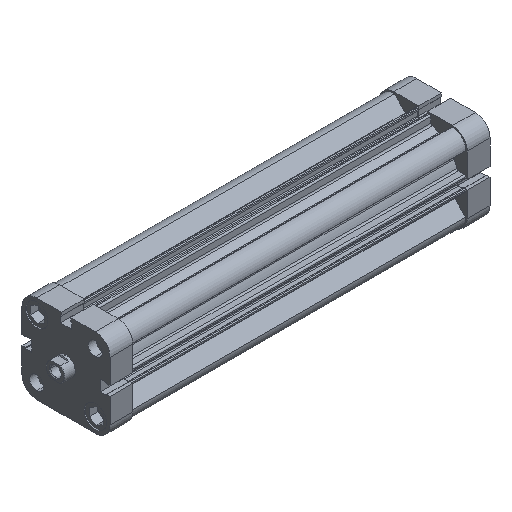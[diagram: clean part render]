
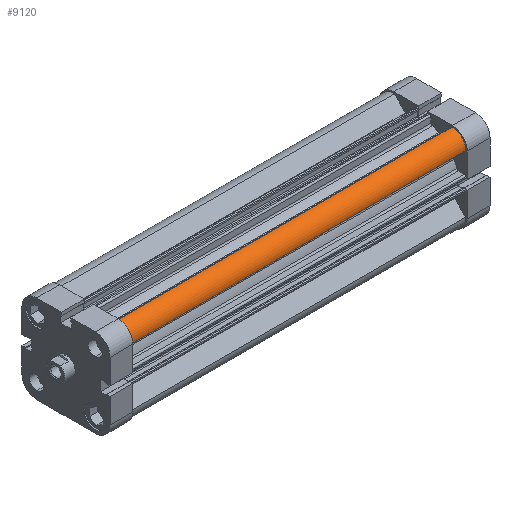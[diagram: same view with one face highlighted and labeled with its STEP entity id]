
A CAD part, isometric view. The second image highlights one B-rep face of the part: STEP entity #9120.
In plain terms, the highlighted cylindrical face has radius 8.5 mm (diameter 17 mm), a partial arc.
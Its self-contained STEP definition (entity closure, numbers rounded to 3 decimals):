
#738 = EDGE_LOOP ( 'NONE', ( #8370, #8371, #8372, #8373 ) ) ;
#890 = VERTEX_POINT ( 'NONE', #3703 ) ;
#1051 = VERTEX_POINT ( 'NONE', #7424 ) ;
#1275 = VERTEX_POINT ( 'NONE', #7137 ) ;
#1333 = VERTEX_POINT ( 'NONE', #7167 ) ;
#1735 = EDGE_CURVE ( 'NONE', #1275, #890, #4185, .T. ) ;
#1795 = EDGE_CURVE ( 'NONE', #1051, #890, #4277, .T. ) ;
#1809 = EDGE_CURVE ( 'NONE', #1333, #1275, #4296, .T. ) ;
#2038 = EDGE_CURVE ( 'NONE', #1333, #1051, #4685, .T. ) ;
#2271 = AXIS2_PLACEMENT_3D ( 'NONE', #9879, #9880, #9881 ) ;
#2375 = AXIS2_PLACEMENT_3D ( 'NONE', #5087, #5092, #5093 ) ;
#3019 = DIRECTION ( 'NONE',  ( 0., 0., -1. ) ) ;
#3022 = DIRECTION ( 'NONE',  ( -1., 0., 0. ) ) ;
#3030 = CARTESIAN_POINT ( 'NONE',  ( 19., -19., 216.5 ) ) ;
#3489 = AXIS2_PLACEMENT_3D ( 'NONE', #3030, #3019, #3022 ) ;
#3703 = CARTESIAN_POINT ( 'NONE',  ( 27.493, -18.654, 0. ) ) ;
#4185 = CIRCLE ( 'NONE', #2271, 8.5 ) ;
#4277 = LINE ( 'NONE', #10024, #4278 ) ;
#4278 = VECTOR ( 'NONE', #10025, 1000. ) ;
#4296 = LINE ( 'NONE', #10054, #4301 ) ;
#4301 = VECTOR ( 'NONE', #10056, 1000. ) ;
#4685 = CIRCLE ( 'NONE', #2375, 8.5 ) ;
#5087 = CARTESIAN_POINT ( 'NONE',  ( 19., -19., 216.5 ) ) ;
#5092 = DIRECTION ( 'NONE',  ( 0., 0., 1. ) ) ;
#5093 = DIRECTION ( 'NONE',  ( -1., 0., 0. ) ) ;
#6689 = FACE_OUTER_BOUND ( 'NONE', #738, .T. ) ;
#6691 = CYLINDRICAL_SURFACE ( 'NONE', #3489, 8.5 ) ;
#7137 = CARTESIAN_POINT ( 'NONE',  ( 18.654, -27.493, 0. ) ) ;
#7167 = CARTESIAN_POINT ( 'NONE',  ( 18.654, -27.493, 216.5 ) ) ;
#7424 = CARTESIAN_POINT ( 'NONE',  ( 27.493, -18.654, 216.5 ) ) ;
#8370 = ORIENTED_EDGE ( 'NONE', *, *, #1735, .T. ) ;
#8371 = ORIENTED_EDGE ( 'NONE', *, *, #1795, .F. ) ;
#8372 = ORIENTED_EDGE ( 'NONE', *, *, #2038, .F. ) ;
#8373 = ORIENTED_EDGE ( 'NONE', *, *, #1809, .T. ) ;
#9120 = ADVANCED_FACE ( 'NONE', ( #6689 ), #6691, .T. ) ;
#9879 = CARTESIAN_POINT ( 'NONE',  ( 19., -19., 0. ) ) ;
#9880 = DIRECTION ( 'NONE',  ( 0., 0., 1. ) ) ;
#9881 = DIRECTION ( 'NONE',  ( -1., 0., 0. ) ) ;
#10024 = CARTESIAN_POINT ( 'NONE',  ( 27.493, -18.654, 216.5 ) ) ;
#10025 = DIRECTION ( 'NONE',  ( 0., 0., -1. ) ) ;
#10054 = CARTESIAN_POINT ( 'NONE',  ( 18.654, -27.493, 216.5 ) ) ;
#10056 = DIRECTION ( 'NONE',  ( 0., 0., -1. ) ) ;
